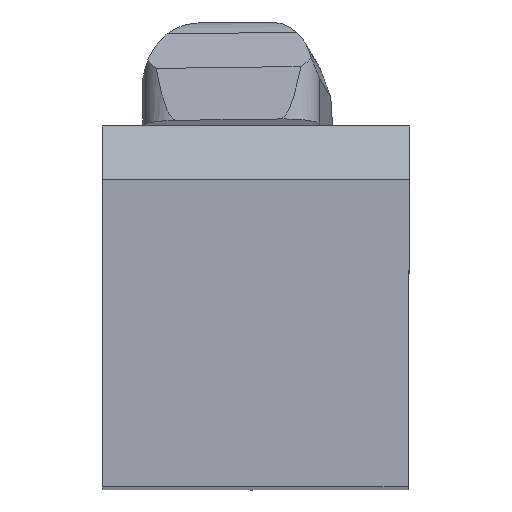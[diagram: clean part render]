
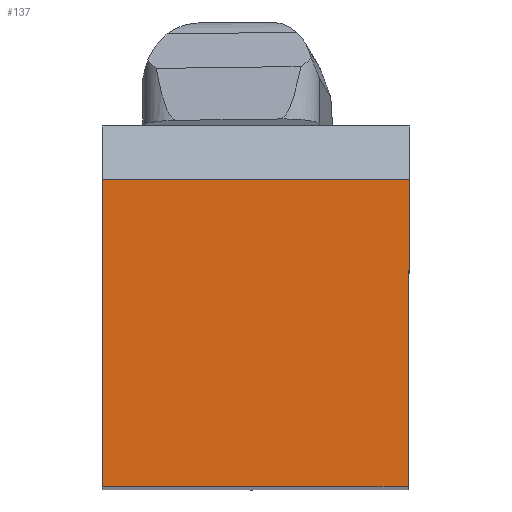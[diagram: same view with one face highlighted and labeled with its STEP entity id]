
A CAD part, top view. The second image highlights one B-rep face of the part: STEP entity #137.
In plain terms, the highlighted planar face has unit normal (0, 0, 1).
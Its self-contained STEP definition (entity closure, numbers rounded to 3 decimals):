
#137=ADVANCED_FACE('BLANK_BOXF006',(#241),#193,.F.);
#193=PLANE('',#1319);
#241=FACE_OUTER_BOUND('',#301,.T.);
#301=EDGE_LOOP('',(#430,#431,#432,#433));
#430=ORIENTED_EDGE('',*,*,#847,.F.);
#431=ORIENTED_EDGE('',*,*,#848,.F.);
#432=ORIENTED_EDGE('',*,*,#849,.F.);
#433=ORIENTED_EDGE('',*,*,#850,.F.);
#728=VERTEX_POINT('',#1878);
#729=VERTEX_POINT('',#1879);
#730=VERTEX_POINT('',#1881);
#731=VERTEX_POINT('',#1883);
#847=EDGE_CURVE('',#728,#729,#1004,.T.);
#848=EDGE_CURVE('',#730,#728,#1005,.T.);
#849=EDGE_CURVE('',#731,#730,#1006,.T.);
#850=EDGE_CURVE('',#729,#731,#1007,.T.);
#1004=LINE('',#1877,#1129);
#1005=LINE('',#1880,#1130);
#1006=LINE('',#1882,#1131);
#1007=LINE('',#1884,#1132);
#1129=VECTOR('',#1477,1.);
#1130=VECTOR('',#1478,1.);
#1131=VECTOR('',#1479,1.);
#1132=VECTOR('',#1480,1.);
#1319=AXIS2_PLACEMENT_3D('',#1885,#1481,#1482);
#1477=DIRECTION('',(0.,1.,0.));
#1478=DIRECTION('',(-1.,0.,0.));
#1479=DIRECTION('',(-0.004,-1.,0.));
#1480=DIRECTION('',(1.,0.,0.));
#1481=DIRECTION('',(0.,0.,-1.));
#1482=DIRECTION('',(-1.,0.,0.));
#1877=CARTESIAN_POINT('',(-24.875,-163.35,0.));
#1878=CARTESIAN_POINT('',(-24.875,0.,0.));
#1879=CARTESIAN_POINT('',(-24.875,24.875,0.));
#1880=CARTESIAN_POINT('',(163.35,0.,0.));
#1881=CARTESIAN_POINT('',(-0.109,0.,0.));
#1882=CARTESIAN_POINT('',(0.604,163.348,0.));
#1883=CARTESIAN_POINT('',(0.,24.875,0.));
#1884=CARTESIAN_POINT('',(-163.35,24.875,0.));
#1885=CARTESIAN_POINT('',(-29.875,-5.,0.));
